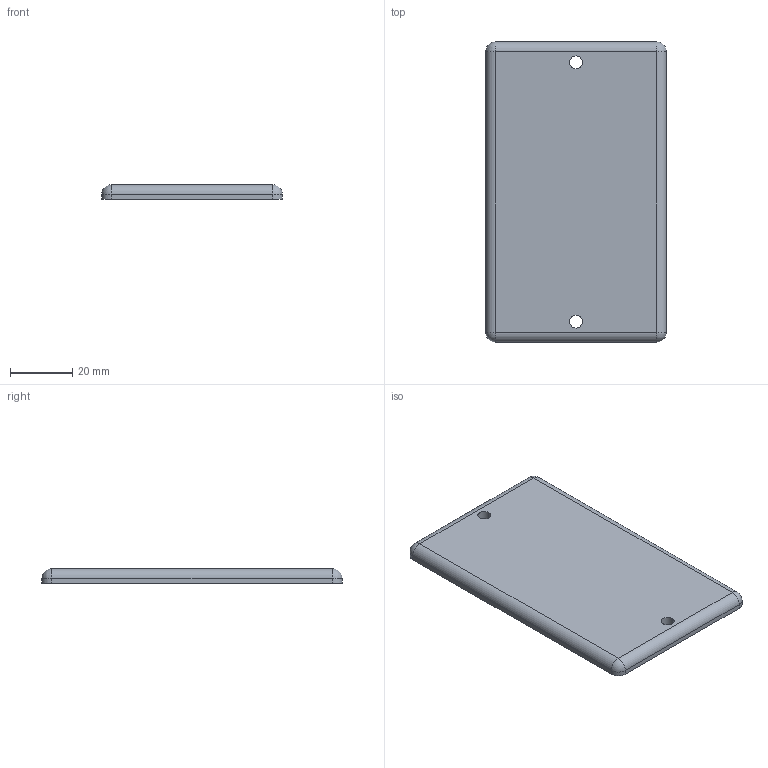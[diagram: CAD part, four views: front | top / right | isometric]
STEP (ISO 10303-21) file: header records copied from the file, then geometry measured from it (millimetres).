
FILE_DESCRIPTION (( 'STEP AP214' ), '1' );
FILE_NAME ('BRY3054.step', '2016-08-29T18:36:09', ( '' ), ( '' ), 'SwSTEP 2.0', 'SolidWorks 2016', '' );
FILE_SCHEMA (( 'AUTOMOTIVE_DESIGN' ));
Length unit declared in the file: inch
Products named in the file (1): BRY3054
Bounding box: 58.17 x 96.52 x 4.67 mm (x, y, z)
Volume: 21201.1 mm3; surface area: 12929.1 mm2
Topology: 1 solids, 1 shells, 55 faces, 136 edges, 84 vertices
Faces by surface type: cylinder 28, plane 23, sphere 4
Entity records: 1654 total; most frequent: DIRECTION 300, CARTESIAN_POINT 272, ORIENTED_EDGE 264, EDGE_CURVE 132, AXIS2_PLACEMENT_3D 112, VERTEX_POINT 84, LINE 76, VECTOR 76
